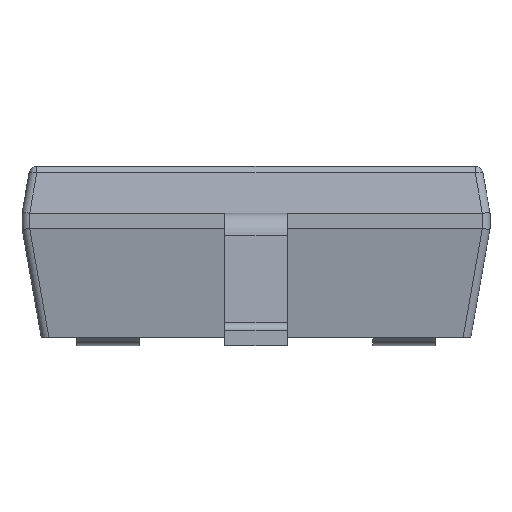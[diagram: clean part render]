
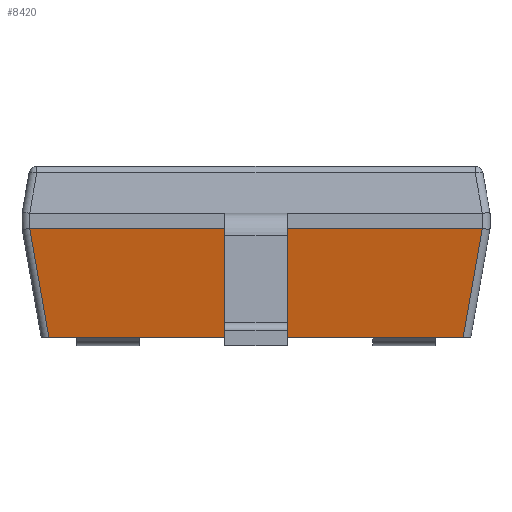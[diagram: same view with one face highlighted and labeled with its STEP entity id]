
A CAD part, left-side view. The second image highlights one B-rep face of the part: STEP entity #8420.
In plain terms, the highlighted planar face has unit normal (-0.985, 0, -0.174).
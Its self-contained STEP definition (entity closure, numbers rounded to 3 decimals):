
#216 = CARTESIAN_POINT ( 'NONE',  ( -0.8, -1.45, -0.4 ) ) ;
#271 = LINE ( 'NONE', #7190, #9264 ) ;
#424 = ORIENTED_EDGE ( 'NONE', *, *, #8352, .T. ) ;
#669 = EDGE_LOOP ( 'NONE', ( #6880, #424, #2761, #6803, #13447, #4949 ) ) ;
#945 = CARTESIAN_POINT ( 'NONE',  ( -0.801, -1.452, -0.392 ) ) ;
#1552 = CARTESIAN_POINT ( 'NONE',  ( -0.677, 0., -1.1 ) ) ;
#1751 = DIRECTION ( 'NONE',  ( 0., -1., 0. ) ) ;
#2138 = CARTESIAN_POINT ( 'NONE',  ( -0.677, 1.327, -1.1 ) ) ;
#2234 = EDGE_CURVE ( 'NONE', #8454, #17247, #16682, .T. ) ;
#2761 = ORIENTED_EDGE ( 'NONE', *, *, #13529, .T. ) ;
#2918 = DIRECTION ( 'NONE',  ( 0.171, -0.171, -0.97 ) ) ;
#3120 = CARTESIAN_POINT ( 'NONE',  ( -0.8, -1.451, -0.4 ) ) ;
#4145 = VECTOR ( 'NONE', #10937, 1000. ) ;
#4407 = EDGE_CURVE ( 'NONE', #14625, #17227, #13806, .T. ) ;
#4949 = ORIENTED_EDGE ( 'NONE', *, *, #12529, .T. ) ;
#4972 = VECTOR ( 'NONE', #9636, 1000. ) ;
#5143 = FACE_OUTER_BOUND ( 'NONE', #669, .T. ) ;
#6204 = CARTESIAN_POINT ( 'NONE',  ( -0.8, -1.45, -0.4 ) ) ;
#6245 = DIRECTION ( 'NONE',  ( -0.171, -0.171, 0.97 ) ) ;
#6803 = ORIENTED_EDGE ( 'NONE', *, *, #13692, .F. ) ;
#6880 = ORIENTED_EDGE ( 'NONE', *, *, #2234, .F. ) ;
#7119 = CARTESIAN_POINT ( 'NONE',  ( -0.677, -1.327, -1.1 ) ) ;
#7190 = CARTESIAN_POINT ( 'NONE',  ( -0.714, 1.364, -0.89 ) ) ;
#7339 =( BOUNDED_CURVE ( )  B_SPLINE_CURVE ( 3, ( #9363, #16377, #6204, #11755 ),
 .UNSPECIFIED., .F., .F. ) 
 B_SPLINE_CURVE_WITH_KNOTS ( ( 4, 4 ),
 ( 6.268, 6.283 ),
 .UNSPECIFIED. ) 
 CURVE ( )  GEOMETRIC_REPRESENTATION_ITEM ( )  RATIONAL_B_SPLINE_CURVE ( ( 1., 1., 1., 1. ) ) 
 REPRESENTATION_ITEM ( '' )  );
#7613 = AXIS2_PLACEMENT_3D ( 'NONE', #8116, #16961, #1751 ) ;
#8116 = CARTESIAN_POINT ( 'NONE',  ( -0.8, -1.5, -0.4 ) ) ;
#8352 = EDGE_CURVE ( 'NONE', #8454, #10234, #16257, .T. ) ;
#8420 = ADVANCED_FACE ( 'NONE', ( #5143 ), #10687, .F. ) ;
#8454 = VERTEX_POINT ( 'NONE', #7119 ) ;
#9264 = VECTOR ( 'NONE', #2918, 1000. ) ;
#9363 = CARTESIAN_POINT ( 'NONE',  ( -0.8, -1.451, -0.4 ) ) ;
#9636 = DIRECTION ( 'NONE',  ( 0., -1., 0. ) ) ;
#9735 = CARTESIAN_POINT ( 'NONE',  ( -0.8, -1.5, -0.4 ) ) ;
#10234 = VERTEX_POINT ( 'NONE', #3120 ) ;
#10687 = PLANE ( 'NONE',  #7613 ) ;
#10814 = CARTESIAN_POINT ( 'NONE',  ( -0.8, 1.45, -0.4 ) ) ;
#10937 = DIRECTION ( 'NONE',  ( 0., 1., 0. ) ) ;
#10996 = LINE ( 'NONE', #9735, #4972 ) ;
#11755 = CARTESIAN_POINT ( 'NONE',  ( -0.8, -1.45, -0.4 ) ) ;
#12529 = EDGE_CURVE ( 'NONE', #17227, #17247, #271, .T. ) ;
#12857 = VECTOR ( 'NONE', #6245, 1000. ) ;
#12969 = CARTESIAN_POINT ( 'NONE',  ( -0.8, 1.451, -0.4 ) ) ;
#13253 = VERTEX_POINT ( 'NONE', #216 ) ;
#13447 = ORIENTED_EDGE ( 'NONE', *, *, #4407, .T. ) ;
#13529 = EDGE_CURVE ( 'NONE', #10234, #13253, #7339, .T. ) ;
#13566 = CARTESIAN_POINT ( 'NONE',  ( -0.8, 1.45, -0.4 ) ) ;
#13692 = EDGE_CURVE ( 'NONE', #14625, #13253, #10996, .T. ) ;
#13806 =( BOUNDED_CURVE ( )  B_SPLINE_CURVE ( 3, ( #16200, #10814, #14774, #17465 ),
 .UNSPECIFIED., .F., .F. ) 
 B_SPLINE_CURVE_WITH_KNOTS ( ( 4, 4 ),
 ( 0., 0.015 ),
 .UNSPECIFIED. ) 
 CURVE ( )  GEOMETRIC_REPRESENTATION_ITEM ( )  RATIONAL_B_SPLINE_CURVE ( ( 1., 1., 1., 1. ) ) 
 REPRESENTATION_ITEM ( '' )  );
#14625 = VERTEX_POINT ( 'NONE', #13566 ) ;
#14774 = CARTESIAN_POINT ( 'NONE',  ( -0.8, 1.451, -0.4 ) ) ;
#16200 = CARTESIAN_POINT ( 'NONE',  ( -0.8, 1.45, -0.4 ) ) ;
#16257 = LINE ( 'NONE', #945, #12857 ) ;
#16377 = CARTESIAN_POINT ( 'NONE',  ( -0.8, -1.451, -0.4 ) ) ;
#16682 = LINE ( 'NONE', #1552, #4145 ) ;
#16961 = DIRECTION ( 'NONE',  ( 0.985, 0., 0.174 ) ) ;
#17227 = VERTEX_POINT ( 'NONE', #12969 ) ;
#17247 = VERTEX_POINT ( 'NONE', #2138 ) ;
#17465 = CARTESIAN_POINT ( 'NONE',  ( -0.8, 1.451, -0.4 ) ) ;
